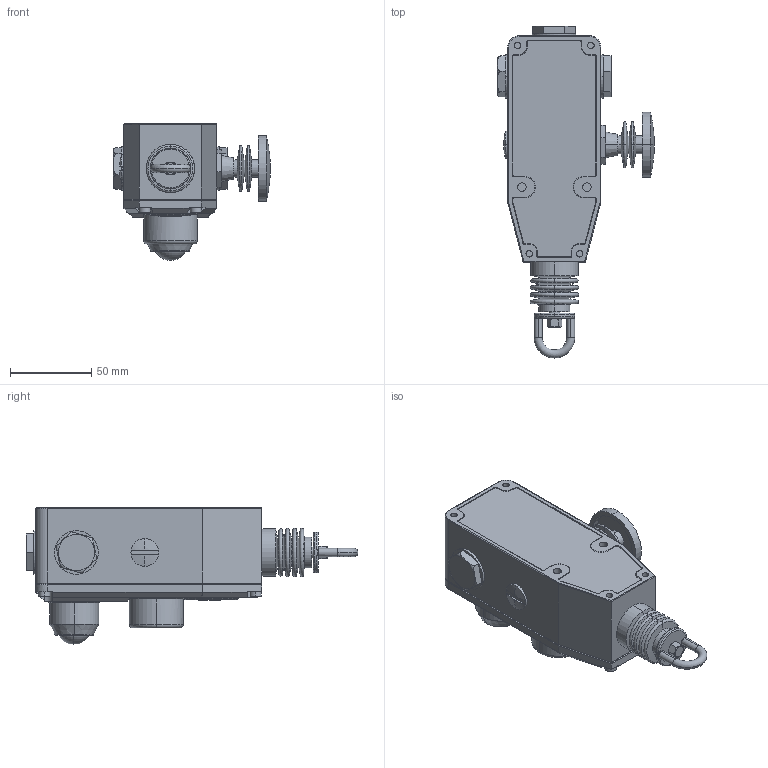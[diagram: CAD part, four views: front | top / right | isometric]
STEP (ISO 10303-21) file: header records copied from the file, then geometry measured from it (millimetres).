
FILE_DESCRIPTION (( 'STEP AP214' ), '1' );
FILE_NAME ('GLM-143067-AS.STEP', '2014-06-19T15:13:28', ( '' ), ( '' ), 'SwSTEP 2.0', 'SolidWorks 2013', '' );
FILE_SCHEMA (( 'AUTOMOTIVE_DESIGN' ));
Length unit declared in the file: millimetre
Products named in the file (1): GLM-143067-AS
Bounding box: 96.5 x 204 x 83.9 mm (x, y, z)
Volume: 486361.3 mm3; surface area: 58860.1 mm2
Topology: 1 solids, 1 shells, 442 faces, 1048 edges, 637 vertices
Faces by surface type: cylinder 150, plane 132, torus 99, cone 38, bspline 13, sphere 10
Entity records: 17980 total; most frequent: CARTESIAN_POINT 3983, DIRECTION 2280, ORIENTED_EDGE 2084, EDGE_CURVE 1042, AXIS2_PLACEMENT_3D 920, VERTEX_POINT 637, CIRCLE 490, EDGE_LOOP 479
